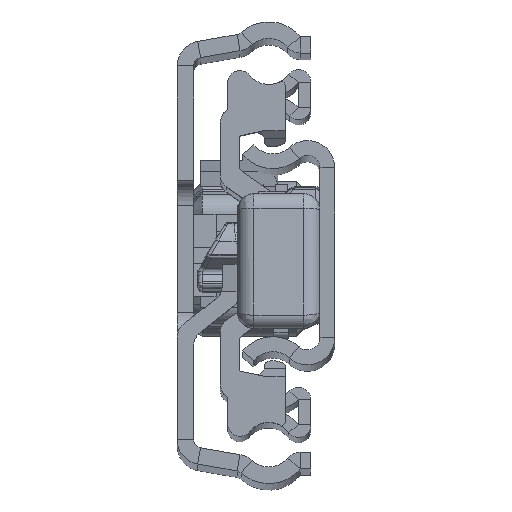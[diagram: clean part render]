
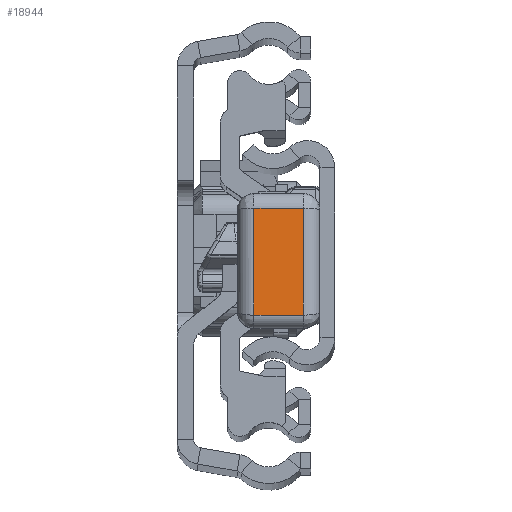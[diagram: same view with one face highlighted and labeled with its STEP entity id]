
A CAD part, top view. The second image highlights one B-rep face of the part: STEP entity #18944.
In plain terms, the highlighted face is planar.
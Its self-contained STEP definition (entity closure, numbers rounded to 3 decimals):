
#288 = CARTESIAN_POINT ( 'NONE',  ( 39.636, 0.361, 5.5 ) ) ;
#1780 = CARTESIAN_POINT ( 'NONE',  ( 39.636, 0., 5.5 ) ) ;
#1816 = CARTESIAN_POINT ( 'NONE',  ( 39.636, -12.609, 5.5 ) ) ;
#5374 = EDGE_CURVE ( 'NONE', #41192, #33762, #45169, .T. ) ;
#5605 = VERTEX_POINT ( 'NONE', #30553 ) ;
#6269 = ORIENTED_EDGE ( 'NONE', *, *, #39778, .T. ) ;
#11027 = EDGE_LOOP ( 'NONE', ( #23930, #29128, #6269, #36535 ) ) ;
#16562 = CARTESIAN_POINT ( 'NONE',  ( 39.636, 0.361, 2. ) ) ;
#16802 = DIRECTION ( 'NONE',  ( 0., 0., 1. ) ) ;
#18944 = ADVANCED_FACE ( 'NONE', ( #49064 ), #23297, .F. ) ;
#19629 = LINE ( 'NONE', #28572, #34817 ) ;
#20442 = VECTOR ( 'NONE', #23885, 1000. ) ;
#23297 = PLANE ( 'NONE',  #31867 ) ;
#23885 = DIRECTION ( 'NONE',  ( 0., 0., -1. ) ) ;
#23930 = ORIENTED_EDGE ( 'NONE', *, *, #54070, .T. ) ;
#28572 = CARTESIAN_POINT ( 'NONE',  ( 39.636, 0., 8. ) ) ;
#28979 = CARTESIAN_POINT ( 'NONE',  ( 39.636, -12.609, 2. ) ) ;
#29128 = ORIENTED_EDGE ( 'NONE', *, *, #53932, .T. ) ;
#30553 = CARTESIAN_POINT ( 'NONE',  ( 39.636, 0.361, 8. ) ) ;
#31022 = DIRECTION ( 'NONE',  ( 0., 1., 0. ) ) ;
#31867 = AXIS2_PLACEMENT_3D ( 'NONE', #1780, #52994, #35879 ) ;
#32494 = VECTOR ( 'NONE', #31022, 1000. ) ;
#33762 = VERTEX_POINT ( 'NONE', #28979 ) ;
#34817 = VECTOR ( 'NONE', #36697, 1000. ) ;
#35493 = CARTESIAN_POINT ( 'NONE',  ( 39.636, 0., 2. ) ) ;
#35879 = DIRECTION ( 'NONE',  ( 0., 0., -1. ) ) ;
#36535 = ORIENTED_EDGE ( 'NONE', *, *, #5374, .T. ) ;
#36697 = DIRECTION ( 'NONE',  ( 0., -1., 0. ) ) ;
#39778 = EDGE_CURVE ( 'NONE', #5605, #41192, #19629, .T. ) ;
#41192 = VERTEX_POINT ( 'NONE', #48983 ) ;
#45169 = LINE ( 'NONE', #1816, #20442 ) ;
#48983 = CARTESIAN_POINT ( 'NONE',  ( 39.636, -12.609, 8. ) ) ;
#49064 = FACE_OUTER_BOUND ( 'NONE', #11027, .T. ) ;
#49218 = VERTEX_POINT ( 'NONE', #16562 ) ;
#50969 = LINE ( 'NONE', #288, #54867 ) ;
#52890 = LINE ( 'NONE', #35493, #32494 ) ;
#52994 = DIRECTION ( 'NONE',  ( -1., 0., 0. ) ) ;
#53932 = EDGE_CURVE ( 'NONE', #49218, #5605, #50969, .T. ) ;
#54070 = EDGE_CURVE ( 'NONE', #33762, #49218, #52890, .T. ) ;
#54867 = VECTOR ( 'NONE', #16802, 1000. ) ;
